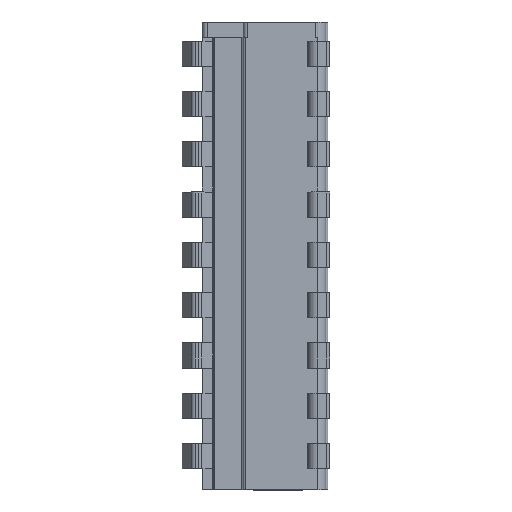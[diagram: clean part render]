
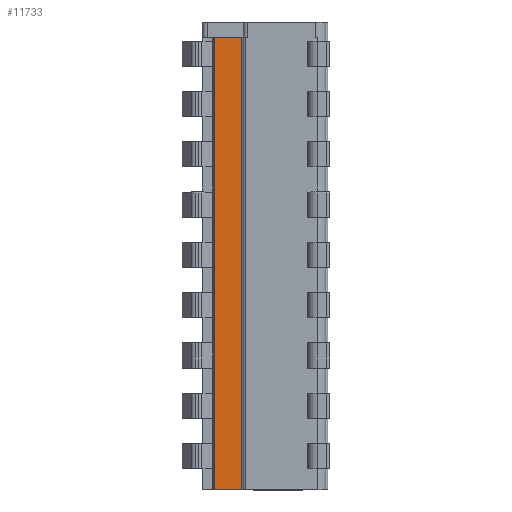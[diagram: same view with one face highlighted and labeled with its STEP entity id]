
A CAD part, top view. The second image highlights one B-rep face of the part: STEP entity #11733.
In plain terms, the highlighted planar face has unit normal (0, 0, 1).
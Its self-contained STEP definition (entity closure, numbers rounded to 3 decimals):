
#19=DIRECTION('',(1.,0.,0.));
#20=VECTOR('',#19,2.7);
#21=CARTESIAN_POINT('',(-4.12,0.,2.725));
#22=LINE('',#21,#20);
#3680=DIRECTION('',(1.,0.,0.));
#3681=VECTOR('',#3680,2.7);
#3682=CARTESIAN_POINT('',(-4.12,-45.,2.725));
#3683=LINE('',#3682,#3681);
#3854=DIRECTION('',(0.,1.,0.));
#3855=VECTOR('',#3854,45.);
#3856=CARTESIAN_POINT('',(-1.42,-45.,2.725));
#3857=LINE('',#3856,#3855);
#3858=DIRECTION('',(0.,-1.,0.));
#3859=VECTOR('',#3858,45.);
#3860=CARTESIAN_POINT('',(-4.12,0.,2.725));
#3861=LINE('',#3860,#3859);
#5306=CARTESIAN_POINT('',(-4.12,0.,2.725));
#5307=VERTEX_POINT('',#5306);
#5356=CARTESIAN_POINT('',(-4.12,-45.,2.725));
#5357=VERTEX_POINT('',#5356);
#6691=CARTESIAN_POINT('',(-1.42,-45.,2.725));
#6692=CARTESIAN_POINT('',(-1.42,0.,2.725));
#6693=VERTEX_POINT('',#6691);
#6694=VERTEX_POINT('',#6692);
#11720=CARTESIAN_POINT('',(-4.12,0.,2.725));
#11721=DIRECTION('',(0.,0.,1.));
#11722=DIRECTION('',(1.,0.,0.));
#11723=AXIS2_PLACEMENT_3D('',#11720,#11721,#11722);
#11724=PLANE('',#11723);
#11726=ORIENTED_EDGE('',*,*,#11725,.F.);
#11727=ORIENTED_EDGE('',*,*,#11665,.F.);
#11729=ORIENTED_EDGE('',*,*,#11728,.F.);
#11730=ORIENTED_EDGE('',*,*,#6899,.T.);
#11731=EDGE_LOOP('',(#11726,#11727,#11729,#11730));
#11732=FACE_OUTER_BOUND('',#11731,.F.);
#11733=ADVANCED_FACE('',(#11732),#11724,.T.);
#6899=EDGE_CURVE('',#5307,#6694,#22,.T.);
#11665=EDGE_CURVE('',#5357,#6693,#3683,.T.);
#11725=EDGE_CURVE('',#6693,#6694,#3857,.T.);
#11728=EDGE_CURVE('',#5307,#5357,#3861,.T.);
